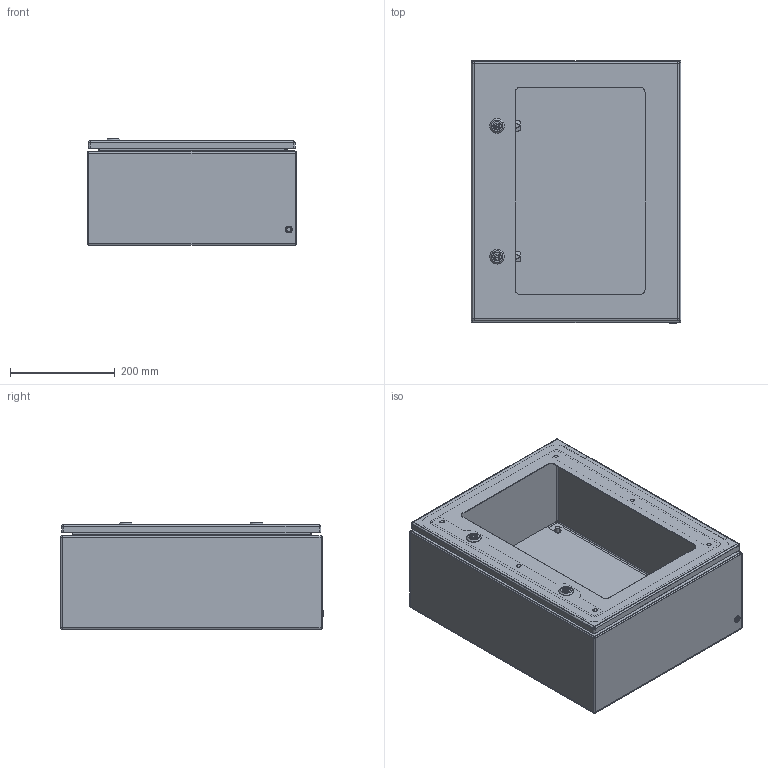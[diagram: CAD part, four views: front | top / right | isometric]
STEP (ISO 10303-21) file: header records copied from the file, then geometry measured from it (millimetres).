
FILE_DESCRIPTION(/* description */ (''),/* implementation_level */ '2;1');
FILE_NAME(/* name */ 'INX504020.stp',/* time_stamp */ '2018-04-10T09:30:18+02:00',/* author */ (''),/* organization */ (''),/* preprocessor_version */ 'ST-DEVELOPER v15',/* originating_system */ 'SIEMENS PLM Software NX 9.0',/* authorisation */ '');
FILE_SCHEMA (('CONFIG_CONTROL_DESIGN'));
Length unit declared in the file: millimetre
Products named in the file (13): JUNTA_SILICONA_6060; Puerta_500x400_RF; X6X67151_REFUERZO_A=500; TUERCA_CIERRE; X6X67151_1_REFUERZO_A=500; TUERCA_M6_ESTRIADA; 55514_BISAGRA_PUERTA_ARGENTA_; CIERRE_INOX; Cuerpo_504020_cod_66051; 92695_1_TUERCA_REM_CERRADA_6X22; PL5040_stp; CONJ_PUERTA_5040_RF; INX504020_stp
Assembly tree (20 placements, depth 3):
  INX504020_stp
    PL5040_stp
    92695_1_TUERCA_REM_CERRADA_6X22
    CONJ_PUERTA_5040_RF
      CIERRE_INOX  x2
      55514_BISAGRA_PUERTA_ARGENTA_  x2
      TUERCA_M6_ESTRIADA  x6
      X6X67151_1_REFUERZO_A=500
      TUERCA_CIERRE  x2
      X6X67151_REFUERZO_A=500
      Puerta_500x400_RF
      JUNTA_SILICONA_6060
    Cuerpo_504020_cod_66051
Bounding box: 400 x 501.65 x 203.5 mm (x, y, z)
Volume: 1462300.2 mm3; surface area: 1923420.8 mm2
Topology: 24 solids, 24 shells, 850 faces, 2078 edges, 1303 vertices
Faces by surface type: plane 445, cylinder 320, bspline 41, cone 27, sphere 12, torus 5
Full cylindrical faces by diameter (mm): 3.3 x8, 5 x2, 5.2 x15, 5.25 x17, 5.85 x2, 6 x7, 6.5 x5, 6.8 x2, 7 x2, 7.4 x1, 8 x4, 8.4 x4, 8.5 x3, 8.9 x1, 9 x5, 9.5 x2, 10 x2, 12.9 x1, 16.25 x4, 17 x4, 19.3 x2, 20.25 x2
Entity records: 20759 total; most frequent: CARTESIAN_POINT 4298, ORIENTED_EDGE 3058, DIRECTION 3020, EDGE_CURVE 1529, AXIS2_PLACEMENT_3D 1123, VERTEX_POINT 968, EDGE_LOOP 803, LINE 774
